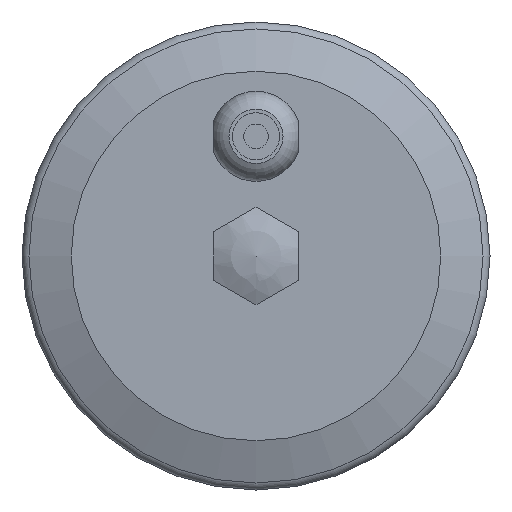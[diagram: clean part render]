
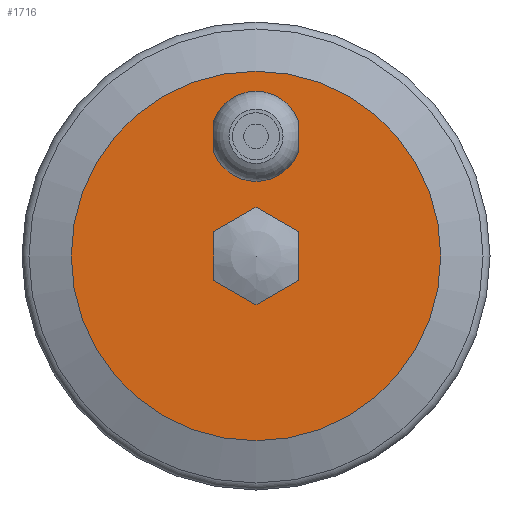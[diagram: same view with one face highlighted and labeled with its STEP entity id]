
A CAD part, left-side view. The second image highlights one B-rep face of the part: STEP entity #1716.
In plain terms, the highlighted planar face has unit normal (-1, 0, 0).
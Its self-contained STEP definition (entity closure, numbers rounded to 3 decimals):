
#33=PLANE('',#1840);
#103=LINE('',#2513,#133);
#105=LINE('',#2519,#135);
#107=LINE('',#2525,#137);
#109=LINE('',#2531,#139);
#111=LINE('',#2537,#141);
#112=LINE('',#2540,#142);
#113=LINE('',#2542,#143);
#114=LINE('',#2543,#144);
#133=VECTOR('',#2055,1000.);
#135=VECTOR('',#2061,1000.);
#137=VECTOR('',#2067,1000.);
#139=VECTOR('',#2073,1000.);
#141=VECTOR('',#2079,1000.);
#142=VECTOR('',#2084,1000.);
#143=VECTOR('',#2087,1000.);
#144=VECTOR('',#2088,1000.);
#222=ORIENTED_EDGE('',*,*,#413,.F.);
#223=ORIENTED_EDGE('',*,*,#452,.F.);
#224=ORIENTED_EDGE('',*,*,#422,.F.);
#225=ORIENTED_EDGE('',*,*,#453,.T.);
#226=ORIENTED_EDGE('',*,*,#454,.T.);
#227=ORIENTED_EDGE('',*,*,#451,.T.);
#228=ORIENTED_EDGE('',*,*,#437,.T.);
#229=ORIENTED_EDGE('',*,*,#440,.T.);
#230=ORIENTED_EDGE('',*,*,#443,.T.);
#231=ORIENTED_EDGE('',*,*,#446,.T.);
#232=ORIENTED_EDGE('',*,*,#449,.T.);
#413=EDGE_CURVE('',#534,#535,#636,.T.);
#422=EDGE_CURVE('',#542,#544,#640,.T.);
#437=EDGE_CURVE('',#550,#552,#103,.T.);
#440=EDGE_CURVE('',#552,#554,#105,.T.);
#443=EDGE_CURVE('',#554,#556,#107,.T.);
#446=EDGE_CURVE('',#556,#558,#109,.T.);
#449=EDGE_CURVE('',#558,#560,#111,.T.);
#451=EDGE_CURVE('',#560,#550,#112,.T.);
#452=EDGE_CURVE('',#544,#534,#113,.T.);
#453=EDGE_CURVE('',#542,#535,#114,.T.);
#454=EDGE_CURVE('',#561,#561,#651,.T.);
#534=VERTEX_POINT('',#2405);
#535=VERTEX_POINT('',#2406);
#542=VERTEX_POINT('',#2423);
#544=VERTEX_POINT('',#2426);
#550=VERTEX_POINT('',#2508);
#552=VERTEX_POINT('',#2512);
#554=VERTEX_POINT('',#2518);
#556=VERTEX_POINT('',#2524);
#558=VERTEX_POINT('',#2530);
#560=VERTEX_POINT('',#2536);
#561=VERTEX_POINT('',#2545);
#636=CIRCLE('',#1814,12.8);
#640=CIRCLE('',#1820,12.8);
#651=CIRCLE('',#1841,52.5);
#734=EDGE_LOOP('',(#222,#223,#224,#225));
#735=EDGE_LOOP('',(#226));
#736=EDGE_LOOP('',(#227,#228,#229,#230,#231,#232));
#894=FACE_BOUND('',#734,.T.);
#895=FACE_BOUND('',#735,.T.);
#896=FACE_BOUND('',#736,.T.);
#1716=ADVANCED_FACE('',(#894,#895,#896),#33,.T.);
#1814=AXIS2_PLACEMENT_3D('',#2404,#2015,#2016);
#1820=AXIS2_PLACEMENT_3D('',#2425,#2032,#2033);
#1840=AXIS2_PLACEMENT_3D('',#2541,#2085,#2086);
#1841=AXIS2_PLACEMENT_3D('',#2544,#2089,#2090);
#2015=DIRECTION('',(-1.,0.,0.));
#2016=DIRECTION('',(0.,0.,1.));
#2032=DIRECTION('',(-1.,0.,0.));
#2033=DIRECTION('',(0.,0.,1.));
#2055=DIRECTION('',(0.,0.866,0.5));
#2061=DIRECTION('',(0.,0.,1.));
#2067=DIRECTION('',(0.,-0.866,0.5));
#2073=DIRECTION('',(0.,-0.866,-0.5));
#2079=DIRECTION('',(0.,0.,-1.));
#2084=DIRECTION('',(0.,0.866,-0.5));
#2085=DIRECTION('',(-1.,0.,0.));
#2086=DIRECTION('',(0.,0.,1.));
#2087=DIRECTION('',(0.,0.,-1.));
#2088=DIRECTION('',(0.,0.,-1.));
#2089=DIRECTION('',(-1.,0.,0.));
#2090=DIRECTION('',(0.,0.,1.));
#2404=CARTESIAN_POINT('',(-264.5,0.,34.));
#2405=CARTESIAN_POINT('',(-264.5,12.,29.546));
#2406=CARTESIAN_POINT('',(-264.5,-12.,29.546));
#2423=CARTESIAN_POINT('',(-264.5,-12.,38.454));
#2425=CARTESIAN_POINT('',(-264.5,0.,34.));
#2426=CARTESIAN_POINT('',(-264.5,12.,38.454));
#2508=CARTESIAN_POINT('',(-264.5,0.,-13.856));
#2512=CARTESIAN_POINT('',(-264.5,12.,-6.928));
#2513=CARTESIAN_POINT('',(-264.5,0.,-13.856));
#2518=CARTESIAN_POINT('',(-264.5,12.,6.928));
#2519=CARTESIAN_POINT('',(-264.5,12.,-6.928));
#2524=CARTESIAN_POINT('',(-264.5,0.,13.856));
#2525=CARTESIAN_POINT('',(-264.5,12.,6.928));
#2530=CARTESIAN_POINT('',(-264.5,-12.,6.928));
#2531=CARTESIAN_POINT('',(-264.5,0.,13.856));
#2536=CARTESIAN_POINT('',(-264.5,-12.,-6.928));
#2537=CARTESIAN_POINT('',(-264.5,-12.,6.928));
#2540=CARTESIAN_POINT('',(-264.5,-12.,-6.928));
#2541=CARTESIAN_POINT('',(-264.5,0.,52.5));
#2542=CARTESIAN_POINT('',(-264.5,12.,38.454));
#2543=CARTESIAN_POINT('',(-264.5,-12.,38.454));
#2544=CARTESIAN_POINT('',(-264.5,0.,0.));
#2545=CARTESIAN_POINT('',(-264.5,0.,52.5));
